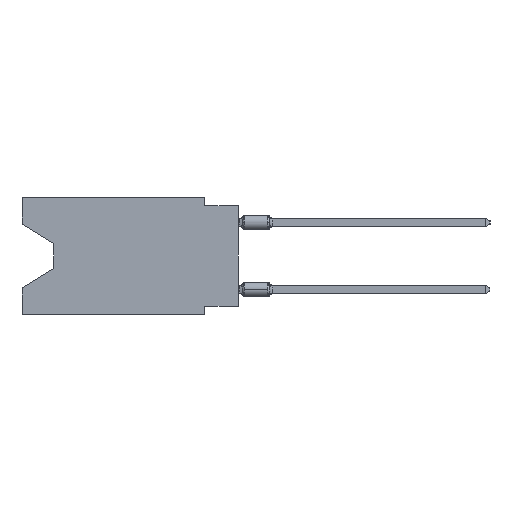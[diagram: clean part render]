
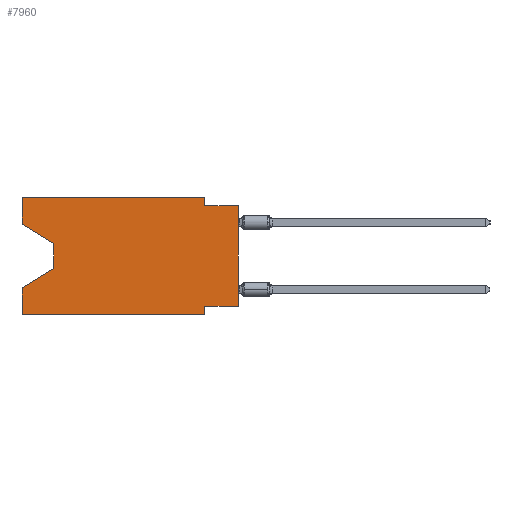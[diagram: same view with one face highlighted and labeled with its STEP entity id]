
A CAD part, left-side view. The second image highlights one B-rep face of the part: STEP entity #7960.
In plain terms, the highlighted planar face has unit normal (-1, 0, 0).
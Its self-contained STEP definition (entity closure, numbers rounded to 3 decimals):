
#68 = DIRECTION ( 'NONE',  ( 0., 0., 1. ) ) ;
#231 = CARTESIAN_POINT ( 'NONE',  ( 0., 16.383, 0. ) ) ;
#301 = LINE ( 'NONE', #10677, #5761 ) ;
#505 = EDGE_CURVE ( 'NONE', #5712, #10581, #15558, .T. ) ;
#869 = CARTESIAN_POINT ( 'NONE',  ( 0., 16.383, -8.89 ) ) ;
#1045 = ORIENTED_EDGE ( 'NONE', *, *, #9106, .F. ) ;
#1057 = VECTOR ( 'NONE', #11783, 1000. ) ;
#1198 = DIRECTION ( 'NONE',  ( 1., 0., 0. ) ) ;
#1763 = CARTESIAN_POINT ( 'NONE',  ( 0., 2.54, 0. ) ) ;
#2221 = CARTESIAN_POINT ( 'NONE',  ( 0., 16.383, -2.038 ) ) ;
#2257 = EDGE_CURVE ( 'NONE', #9390, #15138, #22566, .T. ) ;
#2610 = CARTESIAN_POINT ( 'NONE',  ( 0., 2.54, -0.635 ) ) ;
#3047 = CARTESIAN_POINT ( 'NONE',  ( 0., 13.97, -3.505 ) ) ;
#3331 = EDGE_CURVE ( 'NONE', #10314, #10581, #8306, .T. ) ;
#3478 = ORIENTED_EDGE ( 'NONE', *, *, #13397, .T. ) ;
#3709 = ORIENTED_EDGE ( 'NONE', *, *, #3331, .T. ) ;
#3814 = EDGE_LOOP ( 'NONE', ( #22015, #17838, #3709, #9781, #12205, #12910, #21926, #3478, #17624, #1045, #6848, #11521 ) ) ;
#3947 = VERTEX_POINT ( 'NONE', #14279 ) ;
#4605 = DIRECTION ( 'NONE',  ( 0., -1., 0. ) ) ;
#4718 = VERTEX_POINT ( 'NONE', #1763 ) ;
#4961 = EDGE_CURVE ( 'NONE', #10713, #8065, #6366, .T. ) ;
#5699 = VERTEX_POINT ( 'NONE', #11368 ) ;
#5712 = VERTEX_POINT ( 'NONE', #869 ) ;
#5761 = VECTOR ( 'NONE', #68, 1000. ) ;
#6219 = LINE ( 'NONE', #20418, #8383 ) ;
#6366 = LINE ( 'NONE', #13417, #1057 ) ;
#6459 = CARTESIAN_POINT ( 'NONE',  ( 0., 13.97, -5.385 ) ) ;
#6848 = ORIENTED_EDGE ( 'NONE', *, *, #19765, .F. ) ;
#7258 = DIRECTION ( 'NONE',  ( 0., -1., 0. ) ) ;
#7691 = CARTESIAN_POINT ( 'NONE',  ( 0., 16.383, -2.038 ) ) ;
#7946 = CARTESIAN_POINT ( 'NONE',  ( 0., 16.383, 0. ) ) ;
#7960 = ADVANCED_FACE ( 'NONE', ( #13646 ), #11699, .F. ) ;
#8065 = VERTEX_POINT ( 'NONE', #16176 ) ;
#8119 = CARTESIAN_POINT ( 'NONE',  ( 0., 16.383, 0. ) ) ;
#8306 = LINE ( 'NONE', #6459, #18045 ) ;
#8383 = VECTOR ( 'NONE', #4605, 1000. ) ;
#9106 = EDGE_CURVE ( 'NONE', #4718, #21599, #10417, .T. ) ;
#9134 = CARTESIAN_POINT ( 'NONE',  ( 0., 16.383, -8.89 ) ) ;
#9390 = VERTEX_POINT ( 'NONE', #2221 ) ;
#9781 = ORIENTED_EDGE ( 'NONE', *, *, #505, .F. ) ;
#10084 = VECTOR ( 'NONE', #10423, 1000. ) ;
#10314 = VERTEX_POINT ( 'NONE', #17341 ) ;
#10331 = EDGE_CURVE ( 'NONE', #5699, #10314, #18746, .T. ) ;
#10417 = LINE ( 'NONE', #17337, #20375 ) ;
#10423 = DIRECTION ( 'NONE',  ( 0., 0., -1. ) ) ;
#10581 = VERTEX_POINT ( 'NONE', #13197 ) ;
#10677 = CARTESIAN_POINT ( 'NONE',  ( 0., 0., 0. ) ) ;
#10713 = VERTEX_POINT ( 'NONE', #15914 ) ;
#10752 = VECTOR ( 'NONE', #17550, 1000. ) ;
#10915 = EDGE_CURVE ( 'NONE', #21599, #12395, #6219, .T. ) ;
#10957 = VECTOR ( 'NONE', #15654, 1000. ) ;
#11368 = CARTESIAN_POINT ( 'NONE',  ( 0., 13.97, -3.505 ) ) ;
#11521 = ORIENTED_EDGE ( 'NONE', *, *, #2257, .F. ) ;
#11699 = PLANE ( 'NONE',  #17417 ) ;
#11783 = DIRECTION ( 'NONE',  ( 0., 1., 0. ) ) ;
#12205 = ORIENTED_EDGE ( 'NONE', *, *, #20490, .T. ) ;
#12395 = VERTEX_POINT ( 'NONE', #13111 ) ;
#12910 = ORIENTED_EDGE ( 'NONE', *, *, #14244, .F. ) ;
#13111 = CARTESIAN_POINT ( 'NONE',  ( 0., 0., -0.635 ) ) ;
#13197 = CARTESIAN_POINT ( 'NONE',  ( 0., 16.383, -6.852 ) ) ;
#13338 = LINE ( 'NONE', #7691, #19245 ) ;
#13394 = CARTESIAN_POINT ( 'NONE',  ( 0., 16.383, 0. ) ) ;
#13397 = EDGE_CURVE ( 'NONE', #10713, #12395, #301, .T. ) ;
#13417 = CARTESIAN_POINT ( 'NONE',  ( 0., 0., -8.255 ) ) ;
#13646 = FACE_OUTER_BOUND ( 'NONE', #3814, .T. ) ;
#14244 = EDGE_CURVE ( 'NONE', #8065, #3947, #19747, .T. ) ;
#14279 = CARTESIAN_POINT ( 'NONE',  ( 0., 2.54, -8.89 ) ) ;
#14426 = CARTESIAN_POINT ( 'NONE',  ( 0., 2.54, -8.89 ) ) ;
#14569 = LINE ( 'NONE', #9134, #18880 ) ;
#15138 = VERTEX_POINT ( 'NONE', #7946 ) ;
#15558 = LINE ( 'NONE', #13394, #16423 ) ;
#15654 = DIRECTION ( 'NONE',  ( 0., 0., 1. ) ) ;
#15914 = CARTESIAN_POINT ( 'NONE',  ( 0., 0., -8.255 ) ) ;
#16020 = VECTOR ( 'NONE', #7258, 1000. ) ;
#16030 = LINE ( 'NONE', #231, #16020 ) ;
#16176 = CARTESIAN_POINT ( 'NONE',  ( 0., 2.54, -8.255 ) ) ;
#16423 = VECTOR ( 'NONE', #22475, 1000. ) ;
#16997 = DIRECTION ( 'NONE',  ( 0., 0., -1. ) ) ;
#17337 = CARTESIAN_POINT ( 'NONE',  ( 0., 2.54, 0. ) ) ;
#17341 = CARTESIAN_POINT ( 'NONE',  ( 0., 13.97, -5.385 ) ) ;
#17417 = AXIS2_PLACEMENT_3D ( 'NONE', #8119, #1198, #20357 ) ;
#17550 = DIRECTION ( 'NONE',  ( 0., 0., -1. ) ) ;
#17624 = ORIENTED_EDGE ( 'NONE', *, *, #10915, .F. ) ;
#17838 = ORIENTED_EDGE ( 'NONE', *, *, #10331, .T. ) ;
#18045 = VECTOR ( 'NONE', #18796, 1000. ) ;
#18255 = DIRECTION ( 'NONE',  ( 0., -1., 0. ) ) ;
#18306 = DIRECTION ( 'NONE',  ( 0., -0.855, -0.519 ) ) ;
#18746 = LINE ( 'NONE', #3047, #10084 ) ;
#18796 = DIRECTION ( 'NONE',  ( 0., 0.855, -0.519 ) ) ;
#18880 = VECTOR ( 'NONE', #18255, 1000. ) ;
#19245 = VECTOR ( 'NONE', #18306, 1000. ) ;
#19747 = LINE ( 'NONE', #14426, #10752 ) ;
#19765 = EDGE_CURVE ( 'NONE', #15138, #4718, #16030, .T. ) ;
#20230 = EDGE_CURVE ( 'NONE', #9390, #5699, #13338, .T. ) ;
#20357 = DIRECTION ( 'NONE',  ( 0., 0., -1. ) ) ;
#20375 = VECTOR ( 'NONE', #16997, 1000. ) ;
#20418 = CARTESIAN_POINT ( 'NONE',  ( 0., 0., -0.635 ) ) ;
#20490 = EDGE_CURVE ( 'NONE', #5712, #3947, #14569, .T. ) ;
#21599 = VERTEX_POINT ( 'NONE', #2610 ) ;
#21926 = ORIENTED_EDGE ( 'NONE', *, *, #4961, .F. ) ;
#22015 = ORIENTED_EDGE ( 'NONE', *, *, #20230, .T. ) ;
#22235 = CARTESIAN_POINT ( 'NONE',  ( 0., 16.383, 0. ) ) ;
#22475 = DIRECTION ( 'NONE',  ( 0., 0., 1. ) ) ;
#22566 = LINE ( 'NONE', #22235, #10957 ) ;
